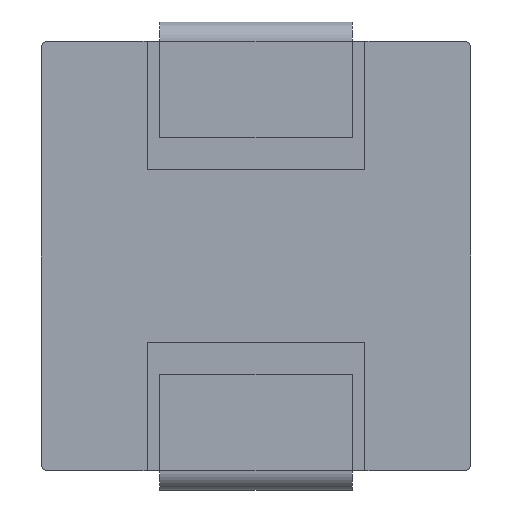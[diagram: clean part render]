
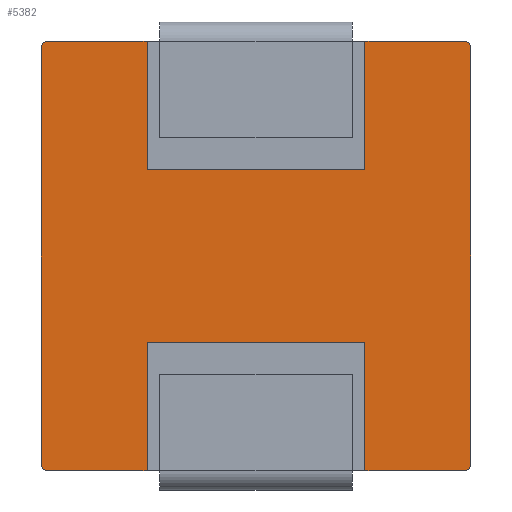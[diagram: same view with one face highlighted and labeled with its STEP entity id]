
A CAD part, front view. The second image highlights one B-rep face of the part: STEP entity #5382.
In plain terms, the highlighted planar face has unit normal (0, -1, 0).
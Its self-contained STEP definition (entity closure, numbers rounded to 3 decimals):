
#273 = EDGE_LOOP ( 'NONE', ( #4898, #4902, #4899, #4900, #4901, #4904, #4903, #4906, #4905, #4907, #4908, #4909, #4911, #4910, #4912, #4913 ) ) ;
#763 = CIRCLE ( 'NONE', #3863, 0.1 ) ;
#766 = CIRCLE ( 'NONE', #3869, 0.1 ) ;
#767 = CIRCLE ( 'NONE', #3870, 0.1 ) ;
#771 = CIRCLE ( 'NONE', #3880, 0.1 ) ;
#2078 = CARTESIAN_POINT ( 'NONE',  ( -3.25, 0., -3.35 ) ) ;
#2080 = CARTESIAN_POINT ( 'NONE',  ( 3.25, 0., -3.35 ) ) ;
#2081 = CARTESIAN_POINT ( 'NONE',  ( 1.7, 0., -3.35 ) ) ;
#2088 = CARTESIAN_POINT ( 'NONE',  ( -1.7, 0., -3.35 ) ) ;
#2094 = CARTESIAN_POINT ( 'NONE',  ( -3.25, 0., 3.35 ) ) ;
#2096 = CARTESIAN_POINT ( 'NONE',  ( -3.35, 0., 3.25 ) ) ;
#2098 = CARTESIAN_POINT ( 'NONE',  ( 3.25, 0., 3.35 ) ) ;
#2099 = CARTESIAN_POINT ( 'NONE',  ( -1.7, 0., 3.35 ) ) ;
#2106 = CARTESIAN_POINT ( 'NONE',  ( 1.7, 0., 3.35 ) ) ;
#2108 = CARTESIAN_POINT ( 'NONE',  ( 3.35, 0., 3.25 ) ) ;
#2110 = CARTESIAN_POINT ( 'NONE',  ( 3.35, 0., -3.25 ) ) ;
#2112 = CARTESIAN_POINT ( 'NONE',  ( -3.35, 0., -3.25 ) ) ;
#2113 = CARTESIAN_POINT ( 'NONE',  ( 1.7, 0., -1.35 ) ) ;
#2114 = CARTESIAN_POINT ( 'NONE',  ( 1.7, 0., 1.35 ) ) ;
#2115 = CARTESIAN_POINT ( 'NONE',  ( -1.7, 0., 1.35 ) ) ;
#2116 = CARTESIAN_POINT ( 'NONE',  ( -1.7, 0., -1.35 ) ) ;
#2425 = VERTEX_POINT ( 'NONE', #2116 ) ;
#2426 = VERTEX_POINT ( 'NONE', #2115 ) ;
#2427 = VERTEX_POINT ( 'NONE', #2114 ) ;
#2428 = VERTEX_POINT ( 'NONE', #2113 ) ;
#2429 = VERTEX_POINT ( 'NONE', #2112 ) ;
#2431 = VERTEX_POINT ( 'NONE', #2110 ) ;
#2433 = VERTEX_POINT ( 'NONE', #2108 ) ;
#2435 = VERTEX_POINT ( 'NONE', #2106 ) ;
#2442 = VERTEX_POINT ( 'NONE', #2099 ) ;
#2443 = VERTEX_POINT ( 'NONE', #2098 ) ;
#2445 = VERTEX_POINT ( 'NONE', #2096 ) ;
#2447 = VERTEX_POINT ( 'NONE', #2094 ) ;
#2453 = VERTEX_POINT ( 'NONE', #2088 ) ;
#2460 = VERTEX_POINT ( 'NONE', #2081 ) ;
#2461 = VERTEX_POINT ( 'NONE', #2080 ) ;
#2463 = VERTEX_POINT ( 'NONE', #2078 ) ;
#3841 = AXIS2_PLACEMENT_3D ( 'NONE', #4881, #4882, #4883 ) ;
#3844 = FACE_OUTER_BOUND ( 'NONE', #273, .T. ) ;
#3853 = VECTOR ( 'NONE', #5884, 1000. ) ;
#3856 = VECTOR ( 'NONE', #5893, 1000. ) ;
#3858 = VECTOR ( 'NONE', #5899, 1000. ) ;
#3859 = VECTOR ( 'NONE', #5902, 1000. ) ;
#3860 = VECTOR ( 'NONE', #5905, 1000. ) ;
#3861 = VECTOR ( 'NONE', #5908, 1000. ) ;
#3862 = VECTOR ( 'NONE', #5911, 1000. ) ;
#3863 = AXIS2_PLACEMENT_3D ( 'NONE', #5839, #5918, #5919 ) ;
#3864 = VECTOR ( 'NONE', #5914, 1000. ) ;
#3869 = AXIS2_PLACEMENT_3D ( 'NONE', #5929, #5930, #5931 ) ;
#3870 = AXIS2_PLACEMENT_3D ( 'NONE', #5932, #5942, #5943 ) ;
#3871 = VECTOR ( 'NONE', #5935, 1000. ) ;
#3876 = VECTOR ( 'NONE', #5953, 1000. ) ;
#3880 = AXIS2_PLACEMENT_3D ( 'NONE', #5973, #5986, #5987 ) ;
#3898 = VECTOR ( 'NONE', #6018, 1000. ) ;
#3906 = VECTOR ( 'NONE', #6042, 1000. ) ;
#4623 = EDGE_CURVE ( 'NONE', #2447, #2442, #5882, .T. ) ;
#4626 = EDGE_CURVE ( 'NONE', #2428, #2425, #5891, .T. ) ;
#4628 = EDGE_CURVE ( 'NONE', #2425, #2453, #5897, .T. ) ;
#4629 = EDGE_CURVE ( 'NONE', #2442, #2426, #5900, .T. ) ;
#4630 = EDGE_CURVE ( 'NONE', #2426, #2427, #5903, .T. ) ;
#4631 = EDGE_CURVE ( 'NONE', #2427, #2435, #5906, .T. ) ;
#4632 = EDGE_CURVE ( 'NONE', #2460, #2428, #5909, .T. ) ;
#4633 = EDGE_CURVE ( 'NONE', #2429, #2445, #5912, .T. ) ;
#4635 = EDGE_CURVE ( 'NONE', #2463, #2429, #763, .T. ) ;
#4639 = EDGE_CURVE ( 'NONE', #2431, #2461, #766, .T. ) ;
#4640 = EDGE_CURVE ( 'NONE', #2433, #2431, #5933, .T. ) ;
#4643 = EDGE_CURVE ( 'NONE', #2443, #2433, #767, .T. ) ;
#4646 = EDGE_CURVE ( 'NONE', #2435, #2443, #5951, .T. ) ;
#4880 = PLANE ( 'NONE',  #3841 ) ;
#4881 = CARTESIAN_POINT ( 'NONE',  ( -3.25, 0., 3.25 ) ) ;
#4882 = DIRECTION ( 'NONE',  ( 0., -1., 0. ) ) ;
#4883 = DIRECTION ( 'NONE',  ( 0., 0., -1. ) ) ;
#4898 = ORIENTED_EDGE ( 'NONE', *, *, #4632, .F. ) ;
#4899 = ORIENTED_EDGE ( 'NONE', *, *, #4639, .F. ) ;
#4900 = ORIENTED_EDGE ( 'NONE', *, *, #4640, .F. ) ;
#4901 = ORIENTED_EDGE ( 'NONE', *, *, #4643, .F. ) ;
#4902 = ORIENTED_EDGE ( 'NONE', *, *, #5350, .F. ) ;
#4903 = ORIENTED_EDGE ( 'NONE', *, *, #4631, .F. ) ;
#4904 = ORIENTED_EDGE ( 'NONE', *, *, #4646, .F. ) ;
#4905 = ORIENTED_EDGE ( 'NONE', *, *, #4629, .F. ) ;
#4906 = ORIENTED_EDGE ( 'NONE', *, *, #4630, .F. ) ;
#4907 = ORIENTED_EDGE ( 'NONE', *, *, #4623, .F. ) ;
#4908 = ORIENTED_EDGE ( 'NONE', *, *, #5332, .F. ) ;
#4909 = ORIENTED_EDGE ( 'NONE', *, *, #4633, .F. ) ;
#4910 = ORIENTED_EDGE ( 'NONE', *, *, #5342, .F. ) ;
#4911 = ORIENTED_EDGE ( 'NONE', *, *, #4635, .F. ) ;
#4912 = ORIENTED_EDGE ( 'NONE', *, *, #4628, .F. ) ;
#4913 = ORIENTED_EDGE ( 'NONE', *, *, #4626, .F. ) ;
#5332 = EDGE_CURVE ( 'NONE', #2445, #2447, #771, .T. ) ;
#5342 = EDGE_CURVE ( 'NONE', #2453, #2463, #6016, .T. ) ;
#5350 = EDGE_CURVE ( 'NONE', #2461, #2460, #6040, .T. ) ;
#5382 = ADVANCED_FACE ( 'NONE', ( #3844 ), #4880, .T. ) ;
#5839 = CARTESIAN_POINT ( 'NONE',  ( -3.25, 0., -3.25 ) ) ;
#5882 = LINE ( 'NONE', #5883, #3853 ) ;
#5883 = CARTESIAN_POINT ( 'NONE',  ( -3.25, 0., 3.35 ) ) ;
#5884 = DIRECTION ( 'NONE',  ( 1., 0., 0. ) ) ;
#5891 = LINE ( 'NONE', #5892, #3856 ) ;
#5892 = CARTESIAN_POINT ( 'NONE',  ( 1.7, 0., -1.35 ) ) ;
#5893 = DIRECTION ( 'NONE',  ( -1., 0., 0. ) ) ;
#5897 = LINE ( 'NONE', #5898, #3858 ) ;
#5898 = CARTESIAN_POINT ( 'NONE',  ( -1.7, 0., -3.35 ) ) ;
#5899 = DIRECTION ( 'NONE',  ( 0., 0., -1. ) ) ;
#5900 = LINE ( 'NONE', #5901, #3859 ) ;
#5901 = CARTESIAN_POINT ( 'NONE',  ( -1.7, 0., 3.35 ) ) ;
#5902 = DIRECTION ( 'NONE',  ( 0., 0., -1. ) ) ;
#5903 = LINE ( 'NONE', #5904, #3860 ) ;
#5904 = CARTESIAN_POINT ( 'NONE',  ( 1.7, 0., 1.35 ) ) ;
#5905 = DIRECTION ( 'NONE',  ( 1., 0., 0. ) ) ;
#5906 = LINE ( 'NONE', #5907, #3861 ) ;
#5907 = CARTESIAN_POINT ( 'NONE',  ( 1.7, 0., 3.35 ) ) ;
#5908 = DIRECTION ( 'NONE',  ( 0., 0., 1. ) ) ;
#5909 = LINE ( 'NONE', #5910, #3862 ) ;
#5910 = CARTESIAN_POINT ( 'NONE',  ( 1.7, 0., -3.35 ) ) ;
#5911 = DIRECTION ( 'NONE',  ( 0., 0., 1. ) ) ;
#5912 = LINE ( 'NONE', #5913, #3864 ) ;
#5913 = CARTESIAN_POINT ( 'NONE',  ( -3.35, 0., 3.25 ) ) ;
#5914 = DIRECTION ( 'NONE',  ( 0., 0., 1. ) ) ;
#5918 = DIRECTION ( 'NONE',  ( 0., 1., 0. ) ) ;
#5919 = DIRECTION ( 'NONE',  ( 0., 0., -1. ) ) ;
#5929 = CARTESIAN_POINT ( 'NONE',  ( 3.25, 0., -3.25 ) ) ;
#5930 = DIRECTION ( 'NONE',  ( 0., 1., 0. ) ) ;
#5931 = DIRECTION ( 'NONE',  ( 0., 0., -1. ) ) ;
#5932 = CARTESIAN_POINT ( 'NONE',  ( 3.25, 0., 3.25 ) ) ;
#5933 = LINE ( 'NONE', #5934, #3871 ) ;
#5934 = CARTESIAN_POINT ( 'NONE',  ( 3.35, 0., 3.25 ) ) ;
#5935 = DIRECTION ( 'NONE',  ( 0., 0., -1. ) ) ;
#5942 = DIRECTION ( 'NONE',  ( 0., 1., 0. ) ) ;
#5943 = DIRECTION ( 'NONE',  ( 0., 0., 1. ) ) ;
#5951 = LINE ( 'NONE', #5952, #3876 ) ;
#5952 = CARTESIAN_POINT ( 'NONE',  ( -3.25, 0., 3.35 ) ) ;
#5953 = DIRECTION ( 'NONE',  ( 1., 0., 0. ) ) ;
#5973 = CARTESIAN_POINT ( 'NONE',  ( -3.25, 0., 3.25 ) ) ;
#5986 = DIRECTION ( 'NONE',  ( 0., 1., 0. ) ) ;
#5987 = DIRECTION ( 'NONE',  ( 0., 0., -1. ) ) ;
#6016 = LINE ( 'NONE', #6017, #3898 ) ;
#6017 = CARTESIAN_POINT ( 'NONE',  ( -3.25, 0., -3.35 ) ) ;
#6018 = DIRECTION ( 'NONE',  ( -1., 0., 0. ) ) ;
#6040 = LINE ( 'NONE', #6041, #3906 ) ;
#6041 = CARTESIAN_POINT ( 'NONE',  ( -3.25, 0., -3.35 ) ) ;
#6042 = DIRECTION ( 'NONE',  ( -1., 0., 0. ) ) ;
